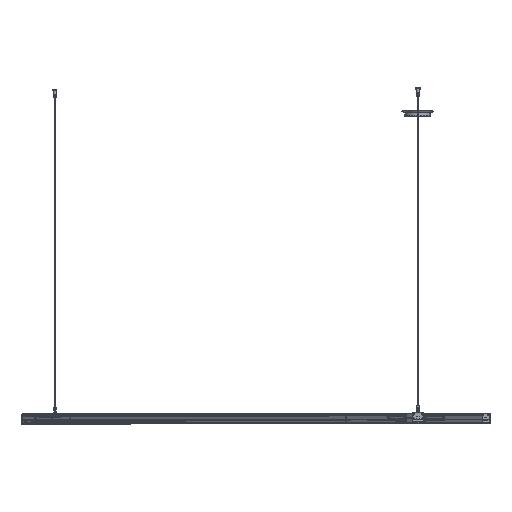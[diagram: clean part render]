
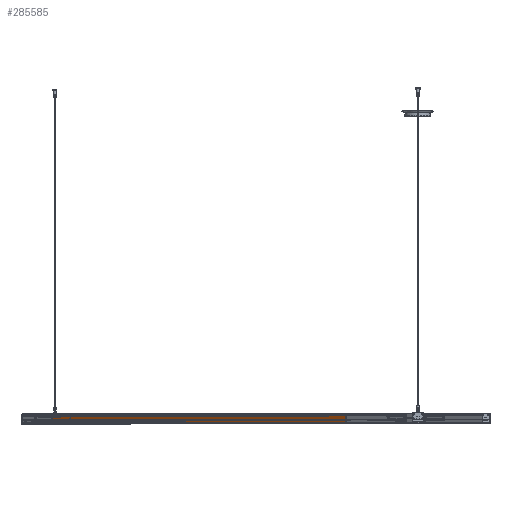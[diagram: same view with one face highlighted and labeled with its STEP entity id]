
A CAD part, top view. The second image highlights one B-rep face of the part: STEP entity #285585.
In plain terms, the highlighted planar face has unit normal (-0.707, 0, 0.707).
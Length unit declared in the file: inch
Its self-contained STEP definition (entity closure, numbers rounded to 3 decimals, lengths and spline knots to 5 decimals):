
#31686 = CARTESIAN_POINT ( 'NONE',  ( -56.73657, -1.56693, -70.52318 ) ) ;
#31803 = CARTESIAN_POINT ( 'NONE',  ( -1.05887, -0.00787, -14.84549 ) ) ;
#32423 = CARTESIAN_POINT ( 'NONE',  ( -56.73657, -0.00787, -70.52318 ) ) ;
#39034 = EDGE_LOOP ( 'NONE', ( #121549, #120750, #115305, #120869 ) ) ;
#43451 = FACE_OUTER_BOUND ( 'NONE', #39034, .T. ) ;
#71455 = LINE ( 'NONE', #136252, #71459 ) ;
#71459 = VECTOR ( 'NONE', #136254, 39.37008 ) ;
#71625 = LINE ( 'NONE', #136619, #71632 ) ;
#71632 = VECTOR ( 'NONE', #136624, 39.37008 ) ;
#115305 = ORIENTED_EDGE ( 'NONE', *, *, #138480, .T. ) ;
#116558 = VERTEX_POINT ( 'NONE', #31686 ) ;
#116844 = VERTEX_POINT ( 'NONE', #31803 ) ;
#118129 = VERTEX_POINT ( 'NONE', #32423 ) ;
#119453 = VERTEX_POINT ( 'NONE', #226458 ) ;
#120750 = ORIENTED_EDGE ( 'NONE', *, *, #187047, .F. ) ;
#120869 = ORIENTED_EDGE ( 'NONE', *, *, #186918, .T. ) ;
#121549 = ORIENTED_EDGE ( 'NONE', *, *, #138778, .F. ) ;
#126720 = CARTESIAN_POINT ( 'NONE',  ( -56.73657, -1.56693, -70.52318 ) ) ;
#126730 = DIRECTION ( 'NONE',  ( 0., -1., 0. ) ) ;
#131248 = LINE ( 'NONE', #126720, #131253 ) ;
#131253 = VECTOR ( 'NONE', #126730, 39.37008 ) ;
#131992 = LINE ( 'NONE', #162654, #131997 ) ;
#131997 = VECTOR ( 'NONE', #162655, 39.37008 ) ;
#136252 = CARTESIAN_POINT ( 'NONE',  ( -56.73657, -1.56693, -70.52318 ) ) ;
#136254 = DIRECTION ( 'NONE',  ( 0.707, 0., 0.707 ) ) ;
#136619 = CARTESIAN_POINT ( 'NONE',  ( -56.73657, -0.00787, -70.52318 ) ) ;
#136624 = DIRECTION ( 'NONE',  ( 0.707, 0., 0.707 ) ) ;
#138480 = EDGE_CURVE ( 'NONE', #118129, #116558, #131248, .T. ) ;
#138778 = EDGE_CURVE ( 'NONE', #116844, #119453, #131992, .T. ) ;
#162654 = CARTESIAN_POINT ( 'NONE',  ( -1.05887, -1.56693, -14.84549 ) ) ;
#162655 = DIRECTION ( 'NONE',  ( 0., -1., 0. ) ) ;
#186918 = EDGE_CURVE ( 'NONE', #116558, #119453, #71455, .T. ) ;
#187047 = EDGE_CURVE ( 'NONE', #118129, #116844, #71625, .T. ) ;
#216815 = PLANE ( 'NONE',  #224236 ) ;
#216828 = CARTESIAN_POINT ( 'NONE',  ( -56.73657, -1.56693, -70.52318 ) ) ;
#216829 = DIRECTION ( 'NONE',  ( -0.707, 0., 0.707 ) ) ;
#216830 = DIRECTION ( 'NONE',  ( 0.707, 0., 0.707 ) ) ;
#224236 = AXIS2_PLACEMENT_3D ( 'NONE', #216828, #216829, #216830 ) ;
#226458 = CARTESIAN_POINT ( 'NONE',  ( -1.05887, -1.56693, -14.84549 ) ) ;
#285585 = ADVANCED_FACE ( 'NONE', ( #43451 ), #216815, .T. ) ;
